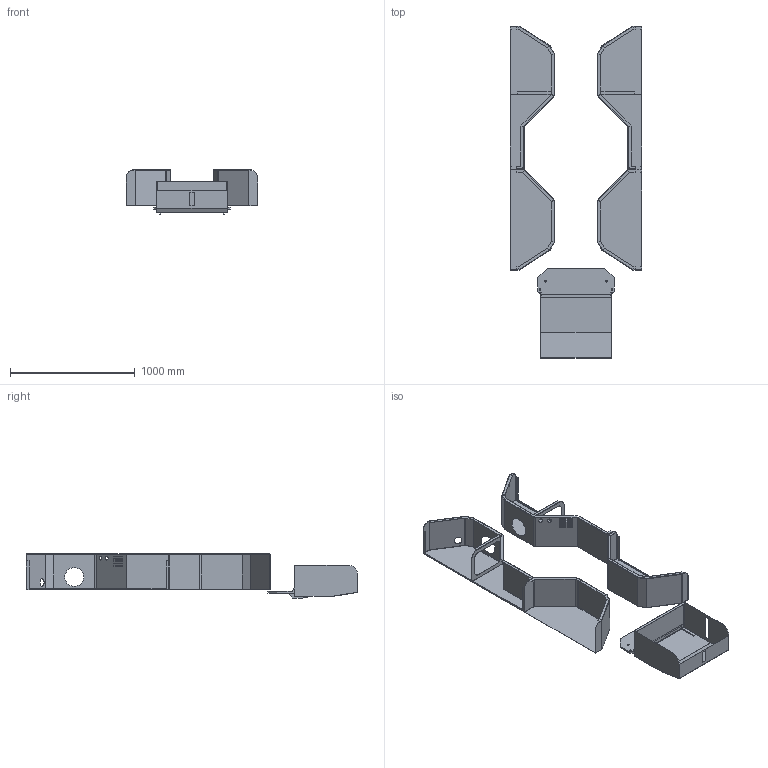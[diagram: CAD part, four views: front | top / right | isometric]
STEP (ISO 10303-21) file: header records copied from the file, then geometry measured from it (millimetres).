
FILE_DESCRIPTION( ( '' ), ' ' );
FILE_NAME( '5de53adbc20965148d2b452e.step', '2019-12-02T16:25:00', ( '' ), ( '' ), ' ', ' ', ' ' );
FILE_SCHEMA( ( 'AUTOMOTIVE_DESIGN { 1 0 10303 214 1 1 1 1 }' ) );
Length unit declared in the file: metre
Products named in the file (5): Part 132; Part 130; Part 133; Part 134; Part 131
Bounding box: 1051.75 x 2658.07 x 352.43 mm (x, y, z)
Volume: 7175207.2 mm3; surface area: 7368801 mm2
Topology: 5 solids, 5 shells, 932 faces, 2142 edges, 1220 vertices
Faces by surface type: plane 726, cylinder 206
Full cylindrical faces by diameter (mm): 12.7 x4, 31.75 x4, 63.5 x2, 152.4 x2
Entity records: 32888 total; most frequent: DIRECTION 4422, CARTESIAN_POINT 4287, ORIENTED_EDGE 4260, EDGE_CURVE 2130, LINE 1712, VECTOR 1712, AXIS2_PLACEMENT_3D 1355, VERTEX_POINT 1220
